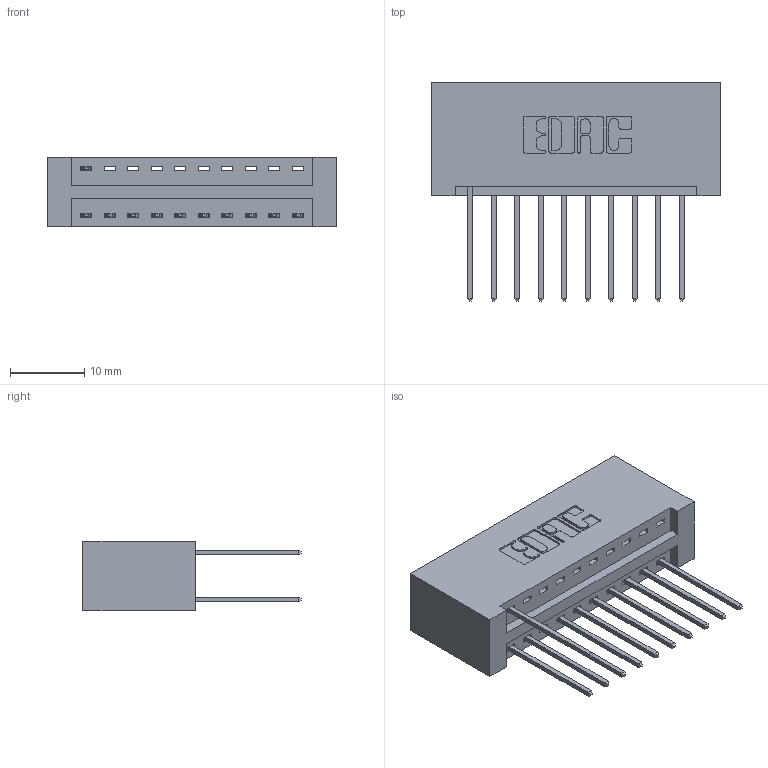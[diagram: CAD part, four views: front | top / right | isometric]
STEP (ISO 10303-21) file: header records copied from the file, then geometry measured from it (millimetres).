
FILE_DESCRIPTION (( 'STEP AP203' ), '1' );
FILE_NAME ('346-020-540-201.STEP', '2018-08-20T21:33:26', ( '' ), ( '' ), 'SwSTEP 2.0', 'SolidWorks 2016', '' );
FILE_SCHEMA (( 'CONFIG_CONTROL_DESIGN' ));
Length unit declared in the file: inch
Products named in the file (3): 346 Part_No Mounting Lugs; 345-292-001_345-293-140; 346-020-540-201
Assembly tree (12 placements, depth 2):
  346-020-540-201
    346 Part_No Mounting Lugs
    345-292-001_345-293-140  x11
Bounding box: 38.99 x 29.46 x 9.4 mm (x, y, z)
Volume: 4087.4 mm3; surface area: 5008.8 mm2
Topology: 12 solids, 12 shells, 740 faces, 2199 edges, 1450 vertices
Faces by surface type: plane 502, cylinder 238
Entity records: 10287 total; most frequent: CARTESIAN_POINT 1775, ORIENTED_EDGE 1718, DIRECTION 1601, EDGE_CURVE 859, LINE 695, VECTOR 695, VERTEX_POINT 570, AXIS2_PLACEMENT_3D 453
